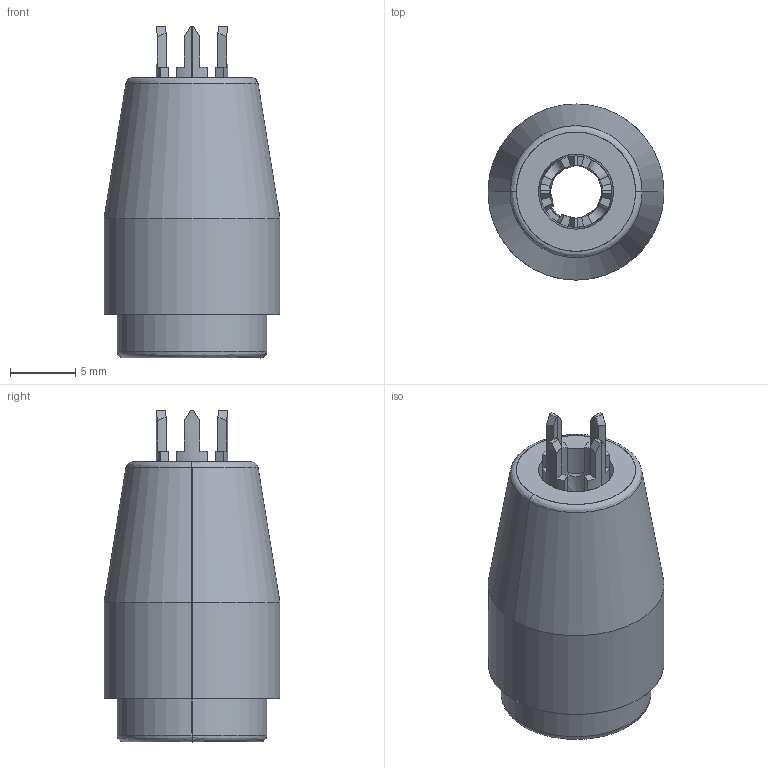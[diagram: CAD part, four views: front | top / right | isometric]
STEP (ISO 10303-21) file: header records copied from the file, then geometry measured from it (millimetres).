
FILE_DESCRIPTION(('FreeCAD Model'),'2;1');
FILE_NAME('Open CASCADE Shape Model','2022-03-31T18:33:50',('Author'),( ''),'Open CASCADE STEP processor 7.4','FreeCAD','Unknown');
FILE_SCHEMA(('AUTOMOTIVE_DESIGN { 1 0 10303 214 1 1 1 1 }'));
Length unit declared in the file: millimetre
Products named in the file (1): CT3151V1_0
Bounding box: 13.5 x 13.5 x 25.47 mm (x, y, z)
Surface area: 2891.6 mm2 (no closed solid volume)
Topology: 0 solids, 90 shells, 90 faces, 1298 edges, 1590 vertices
Faces by surface type: bspline 62, revolution 28
Entity records: 14862 total; most frequent: CARTESIAN_POINT 5168, ORIENTED_EDGE 1006, EDGE_CURVE 1006, VERTEX_POINT 1006, DIRECTION 858, B_SPLINE_CURVE_WITH_KNOTS 688, LINE 352, VECTOR 352
